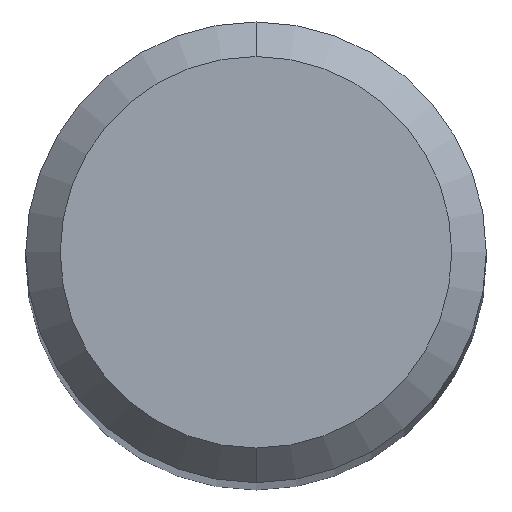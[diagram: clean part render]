
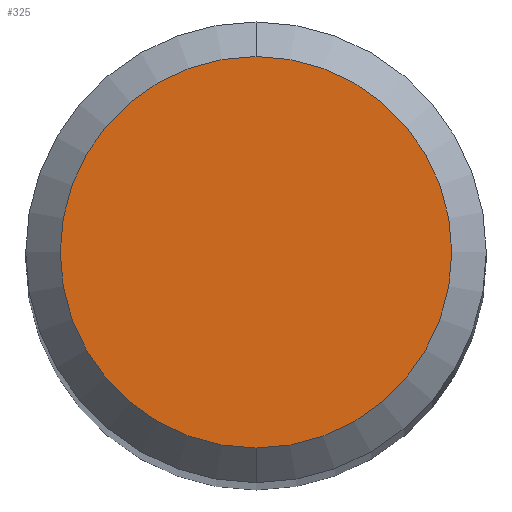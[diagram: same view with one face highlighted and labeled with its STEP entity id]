
A CAD part, top view. The second image highlights one B-rep face of the part: STEP entity #325.
In plain terms, the highlighted planar face has unit normal (0, 0, 1).
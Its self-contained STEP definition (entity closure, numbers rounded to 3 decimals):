
#223=EDGE_CURVE('',#435,#469,#548,.T.);
#325=ADVANCED_FACE('',(#657),#658,.T.);
#363=EDGE_CURVE('',#469,#435,#703,.T.);
#435=VERTEX_POINT('',#781);
#469=VERTEX_POINT('',#817);
#548=CIRCLE('',#954,1.7);
#657=FACE_OUTER_BOUND('',#1133,.T.);
#658=PLANE('',#1134);
#703=CIRCLE('',#1210,1.7);
#781=CARTESIAN_POINT('',(0.0,1.7,0.0));
#817=CARTESIAN_POINT('',(0.,-1.7,0.0));
#954=AXIS2_PLACEMENT_3D('',#1572,#1573,#1574);
#1133=EDGE_LOOP('',(#1677,#1678));
#1134=AXIS2_PLACEMENT_3D('',#1679,#1680,#1681);
#1210=AXIS2_PLACEMENT_3D('',#1744,#1745,#1746);
#1572=CARTESIAN_POINT('',(0.0,0.0,0.0));
#1573=DIRECTION('',(0.0,0.0,-1.0));
#1574=DIRECTION('',(0.0,1.0,0.0));
#1677=ORIENTED_EDGE('',*,*,#223,.F.);
#1678=ORIENTED_EDGE('',*,*,#363,.F.);
#1679=CARTESIAN_POINT('',(0.0,0.85,0.0));
#1680=DIRECTION('',(-0.0,0.0,1.0));
#1681=DIRECTION('',(0.0,-1.0,0.0));
#1744=CARTESIAN_POINT('',(0.0,0.0,0.0));
#1745=DIRECTION('',(0.0,0.0,-1.0));
#1746=DIRECTION('',(0.0,1.0,0.0));
